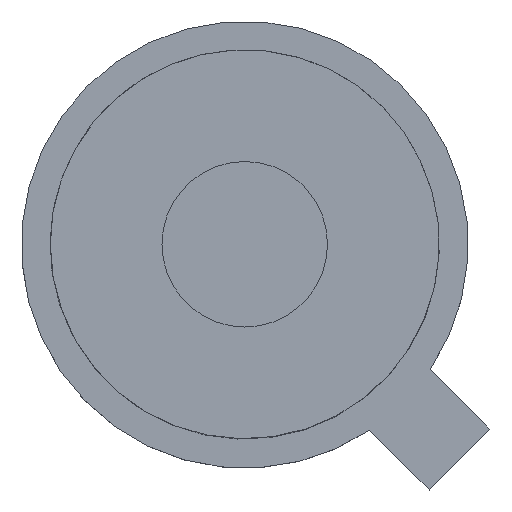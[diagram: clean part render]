
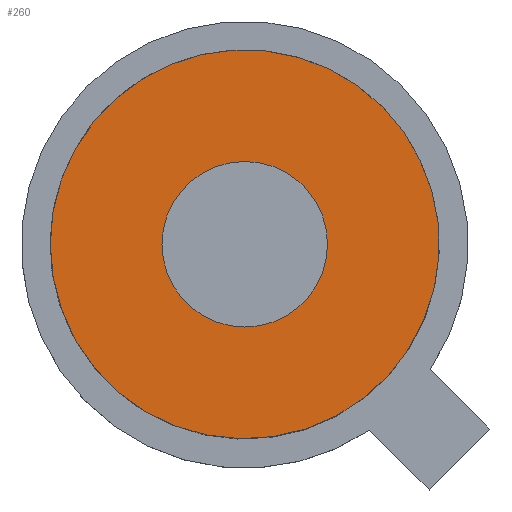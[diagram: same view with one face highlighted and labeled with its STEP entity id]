
A CAD part, top view. The second image highlights one B-rep face of the part: STEP entity #260.
In plain terms, the highlighted planar face has unit normal (0, 0, 1).
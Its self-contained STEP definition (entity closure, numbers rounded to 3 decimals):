
#36=FACE_BOUND('',#102,.T.);
#49=CIRCLE('',#309,1.);
#52=CIRCLE('',#315,2.35);
#72=FACE_OUTER_BOUND('',#101,.T.);
#101=EDGE_LOOP('',(#221));
#102=EDGE_LOOP('',(#222));
#148=VERTEX_POINT('',#461);
#150=VERTEX_POINT('',#469);
#173=EDGE_CURVE('',#148,#148,#49,.T.);
#176=EDGE_CURVE('',#150,#150,#52,.T.);
#221=ORIENTED_EDGE('',*,*,#176,.T.);
#222=ORIENTED_EDGE('',*,*,#173,.T.);
#242=PLANE('',#314);
#260=ADVANCED_FACE('',(#72,#36),#242,.T.);
#309=AXIS2_PLACEMENT_3D('',#462,#379,#380);
#314=AXIS2_PLACEMENT_3D('',#468,#389,#390);
#315=AXIS2_PLACEMENT_3D('',#470,#391,#392);
#379=DIRECTION('center_axis',(0.,0.,-1.));
#380=DIRECTION('ref_axis',(-1.,0.,0.));
#389=DIRECTION('center_axis',(0.,0.,1.));
#390=DIRECTION('ref_axis',(1.,0.,0.));
#391=DIRECTION('center_axis',(0.,0.,1.));
#392=DIRECTION('ref_axis',(1.,0.,0.));
#461=CARTESIAN_POINT('',(1.,0.,3.75));
#462=CARTESIAN_POINT('Origin',(0.,0.,3.75));
#468=CARTESIAN_POINT('Origin',(0.,0.,3.75));
#469=CARTESIAN_POINT('',(-2.35,0.,3.75));
#470=CARTESIAN_POINT('Origin',(0.,0.,3.75));
